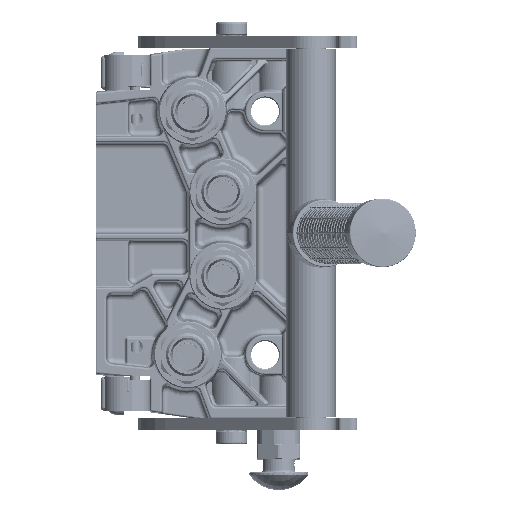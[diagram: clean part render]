
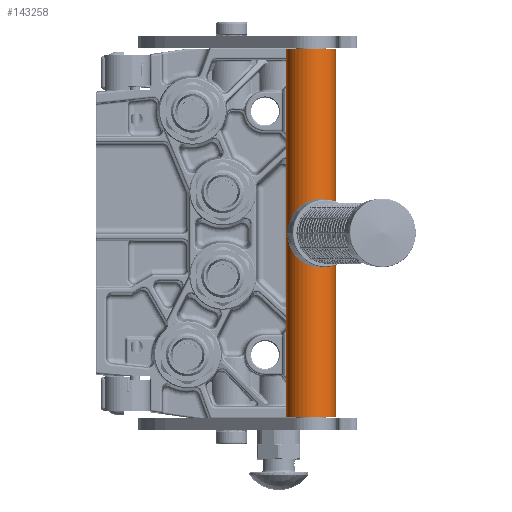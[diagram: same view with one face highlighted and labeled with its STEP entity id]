
A CAD part, top view. The second image highlights one B-rep face of the part: STEP entity #143258.
In plain terms, the highlighted cylindrical face has radius 12.5 mm (diameter 25 mm), a partial arc.
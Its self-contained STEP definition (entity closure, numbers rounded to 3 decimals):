
#8219 = VECTOR ( 'NONE', #121423, 1000. ) ;
#10767 = ORIENTED_EDGE ( 'NONE', *, *, #217813, .T. ) ;
#10825 = EDGE_CURVE ( 'NONE', #39648, #186455, #128711, .T. ) ;
#17027 = CARTESIAN_POINT ( 'NONE',  ( 192., 0., 12.5 ) ) ;
#22481 = AXIS2_PLACEMENT_3D ( 'NONE', #201963, #75691, #145591 ) ;
#28967 = AXIS2_PLACEMENT_3D ( 'NONE', #214187, #86079, #232596 ) ;
#39314 = CYLINDRICAL_SURFACE ( 'NONE', #121856, 12.5 ) ;
#39648 = VERTEX_POINT ( 'NONE', #47903 ) ;
#47903 = CARTESIAN_POINT ( 'NONE',  ( 192., 0., -12.5 ) ) ;
#48004 = CIRCLE ( 'NONE', #28967, 12.5 ) ;
#56496 = EDGE_LOOP ( 'NONE', ( #140201, #68597, #269893, #10767 ) ) ;
#64202 = LINE ( 'NONE', #206222, #8219 ) ;
#68597 = ORIENTED_EDGE ( 'NONE', *, *, #150431, .F. ) ;
#75691 = DIRECTION ( 'NONE',  ( 1., 0., 0. ) ) ;
#80848 = CARTESIAN_POINT ( 'NONE',  ( 4.5, 0., -12.5 ) ) ;
#86079 = DIRECTION ( 'NONE',  ( 1., 0., 0. ) ) ;
#91864 = LINE ( 'NONE', #98269, #259822 ) ;
#98269 = CARTESIAN_POINT ( 'NONE',  ( 192., 0., 12.5 ) ) ;
#117692 = DIRECTION ( 'NONE',  ( -1., 0., 0. ) ) ;
#121423 = DIRECTION ( 'NONE',  ( -1., 0., 0. ) ) ;
#121856 = AXIS2_PLACEMENT_3D ( 'NONE', #129646, #151752, #236470 ) ;
#128711 = CIRCLE ( 'NONE', #22481, 12.5 ) ;
#129646 = CARTESIAN_POINT ( 'NONE',  ( -9.825, 0., 0. ) ) ;
#136898 = VERTEX_POINT ( 'NONE', #143744 ) ;
#140201 = ORIENTED_EDGE ( 'NONE', *, *, #205488, .T. ) ;
#143258 = ADVANCED_FACE ( 'NONE', ( #194337 ), #39314, .T. ) ;
#143744 = CARTESIAN_POINT ( 'NONE',  ( 4.5, 0., 12.5 ) ) ;
#145591 = DIRECTION ( 'NONE',  ( 0., 0., -1. ) ) ;
#150431 = EDGE_CURVE ( 'NONE', #186455, #136898, #91864, .T. ) ;
#151752 = DIRECTION ( 'NONE',  ( -1., 0., 0. ) ) ;
#186455 = VERTEX_POINT ( 'NONE', #17027 ) ;
#194337 = FACE_OUTER_BOUND ( 'NONE', #56496, .T. ) ;
#201963 = CARTESIAN_POINT ( 'NONE',  ( 192., 0., 0. ) ) ;
#205488 = EDGE_CURVE ( 'NONE', #214032, #136898, #48004, .T. ) ;
#206222 = CARTESIAN_POINT ( 'NONE',  ( 192., 0., -12.5 ) ) ;
#214032 = VERTEX_POINT ( 'NONE', #80848 ) ;
#214187 = CARTESIAN_POINT ( 'NONE',  ( 4.5, 0., 0. ) ) ;
#217813 = EDGE_CURVE ( 'NONE', #39648, #214032, #64202, .T. ) ;
#232596 = DIRECTION ( 'NONE',  ( 0., 0., -1. ) ) ;
#236470 = DIRECTION ( 'NONE',  ( 0., 0., 1. ) ) ;
#259822 = VECTOR ( 'NONE', #117692, 1000. ) ;
#269893 = ORIENTED_EDGE ( 'NONE', *, *, #10825, .F. ) ;
